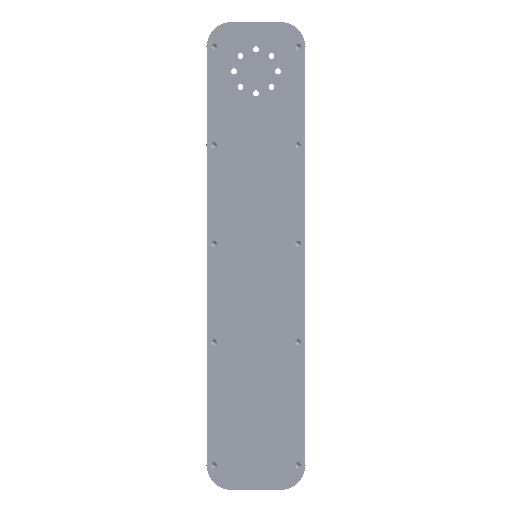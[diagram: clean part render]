
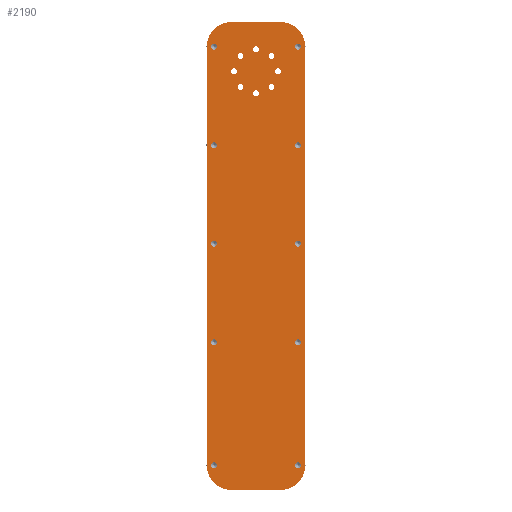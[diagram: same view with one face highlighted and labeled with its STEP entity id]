
A CAD part, left-side view. The second image highlights one B-rep face of the part: STEP entity #2190.
In plain terms, the highlighted planar face has unit normal (-1, 0, 0).
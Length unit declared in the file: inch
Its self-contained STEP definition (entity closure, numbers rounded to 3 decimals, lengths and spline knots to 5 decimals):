
#249=FACE_BOUND('',#451,.T.);
#250=FACE_BOUND('',#452,.T.);
#251=FACE_BOUND('',#453,.T.);
#252=FACE_BOUND('',#454,.T.);
#253=FACE_BOUND('',#455,.T.);
#254=FACE_BOUND('',#456,.T.);
#255=FACE_BOUND('',#457,.T.);
#256=FACE_BOUND('',#458,.T.);
#257=FACE_BOUND('',#459,.T.);
#258=FACE_BOUND('',#460,.T.);
#259=FACE_BOUND('',#461,.T.);
#260=FACE_BOUND('',#462,.T.);
#261=FACE_BOUND('',#463,.T.);
#262=FACE_BOUND('',#464,.T.);
#263=FACE_BOUND('',#465,.T.);
#264=FACE_BOUND('',#466,.T.);
#265=FACE_BOUND('',#467,.T.);
#266=FACE_BOUND('',#468,.T.);
#274=PLANE('',#2410);
#312=FACE_OUTER_BOUND('',#450,.T.);
#450=EDGE_LOOP('',(#1541,#1542,#1543,#1544,#1545,#1546,#1547,#1548));
#451=EDGE_LOOP('',(#1549));
#452=EDGE_LOOP('',(#1550));
#453=EDGE_LOOP('',(#1551));
#454=EDGE_LOOP('',(#1552));
#455=EDGE_LOOP('',(#1553));
#456=EDGE_LOOP('',(#1554));
#457=EDGE_LOOP('',(#1555));
#458=EDGE_LOOP('',(#1556));
#459=EDGE_LOOP('',(#1557));
#460=EDGE_LOOP('',(#1558));
#461=EDGE_LOOP('',(#1559));
#462=EDGE_LOOP('',(#1560));
#463=EDGE_LOOP('',(#1561));
#464=EDGE_LOOP('',(#1562));
#465=EDGE_LOOP('',(#1563));
#466=EDGE_LOOP('',(#1564));
#467=EDGE_LOOP('',(#1565));
#468=EDGE_LOOP('',(#1566));
#583=LINE('',#3213,#687);
#587=LINE('',#3225,#691);
#591=LINE('',#3237,#695);
#595=LINE('',#3248,#699);
#687=VECTOR('',#2694,0.3937);
#691=VECTOR('',#2706,0.3937);
#695=VECTOR('',#2718,0.3937);
#699=VECTOR('',#2730,0.3937);
#772=CIRCLE('',#2341,0.06);
#774=CIRCLE('',#2344,0.06);
#776=CIRCLE('',#2347,0.06);
#778=CIRCLE('',#2350,0.06);
#780=CIRCLE('',#2353,0.06);
#782=CIRCLE('',#2356,0.06);
#784=CIRCLE('',#2359,0.06);
#786=CIRCLE('',#2362,0.06);
#788=CIRCLE('',#2365,0.06);
#790=CIRCLE('',#2368,0.06);
#792=CIRCLE('',#2371,0.06);
#794=CIRCLE('',#2374,0.06);
#796=CIRCLE('',#2377,0.06);
#798=CIRCLE('',#2380,0.06);
#800=CIRCLE('',#2383,0.06);
#802=CIRCLE('',#2386,0.06);
#804=CIRCLE('',#2389,0.06);
#806=CIRCLE('',#2392,0.06);
#807=CIRCLE('',#2394,0.5);
#809=CIRCLE('',#2398,0.5);
#811=CIRCLE('',#2402,0.5);
#813=CIRCLE('',#2406,0.5);
#858=VERTEX_POINT('',#3097);
#860=VERTEX_POINT('',#3103);
#862=VERTEX_POINT('',#3109);
#864=VERTEX_POINT('',#3115);
#866=VERTEX_POINT('',#3121);
#868=VERTEX_POINT('',#3127);
#870=VERTEX_POINT('',#3133);
#872=VERTEX_POINT('',#3139);
#874=VERTEX_POINT('',#3145);
#876=VERTEX_POINT('',#3151);
#878=VERTEX_POINT('',#3157);
#880=VERTEX_POINT('',#3163);
#882=VERTEX_POINT('',#3169);
#884=VERTEX_POINT('',#3175);
#886=VERTEX_POINT('',#3181);
#888=VERTEX_POINT('',#3187);
#890=VERTEX_POINT('',#3193);
#892=VERTEX_POINT('',#3199);
#893=VERTEX_POINT('',#3203);
#894=VERTEX_POINT('',#3204);
#897=VERTEX_POINT('',#3212);
#899=VERTEX_POINT('',#3218);
#901=VERTEX_POINT('',#3224);
#903=VERTEX_POINT('',#3230);
#905=VERTEX_POINT('',#3236);
#907=VERTEX_POINT('',#3242);
#1079=EDGE_CURVE('',#858,#858,#772,.T.);
#1082=EDGE_CURVE('',#860,#860,#774,.T.);
#1085=EDGE_CURVE('',#862,#862,#776,.T.);
#1088=EDGE_CURVE('',#864,#864,#778,.T.);
#1091=EDGE_CURVE('',#866,#866,#780,.T.);
#1094=EDGE_CURVE('',#868,#868,#782,.T.);
#1097=EDGE_CURVE('',#870,#870,#784,.T.);
#1100=EDGE_CURVE('',#872,#872,#786,.T.);
#1103=EDGE_CURVE('',#874,#874,#788,.T.);
#1106=EDGE_CURVE('',#876,#876,#790,.T.);
#1109=EDGE_CURVE('',#878,#878,#792,.T.);
#1112=EDGE_CURVE('',#880,#880,#794,.T.);
#1115=EDGE_CURVE('',#882,#882,#796,.T.);
#1118=EDGE_CURVE('',#884,#884,#798,.T.);
#1121=EDGE_CURVE('',#886,#886,#800,.T.);
#1124=EDGE_CURVE('',#888,#888,#802,.T.);
#1127=EDGE_CURVE('',#890,#890,#804,.T.);
#1130=EDGE_CURVE('',#892,#892,#806,.T.);
#1131=EDGE_CURVE('',#893,#894,#807,.T.);
#1135=EDGE_CURVE('',#897,#893,#583,.T.);
#1138=EDGE_CURVE('',#899,#897,#809,.T.);
#1141=EDGE_CURVE('',#901,#899,#587,.T.);
#1144=EDGE_CURVE('',#903,#901,#811,.T.);
#1147=EDGE_CURVE('',#905,#903,#591,.T.);
#1150=EDGE_CURVE('',#907,#905,#813,.T.);
#1153=EDGE_CURVE('',#894,#907,#595,.T.);
#1541=ORIENTED_EDGE('',*,*,#1153,.F.);
#1542=ORIENTED_EDGE('',*,*,#1131,.F.);
#1543=ORIENTED_EDGE('',*,*,#1135,.F.);
#1544=ORIENTED_EDGE('',*,*,#1138,.F.);
#1545=ORIENTED_EDGE('',*,*,#1141,.F.);
#1546=ORIENTED_EDGE('',*,*,#1144,.F.);
#1547=ORIENTED_EDGE('',*,*,#1147,.F.);
#1548=ORIENTED_EDGE('',*,*,#1150,.F.);
#1549=ORIENTED_EDGE('',*,*,#1130,.F.);
#1550=ORIENTED_EDGE('',*,*,#1127,.F.);
#1551=ORIENTED_EDGE('',*,*,#1124,.F.);
#1552=ORIENTED_EDGE('',*,*,#1121,.F.);
#1553=ORIENTED_EDGE('',*,*,#1118,.F.);
#1554=ORIENTED_EDGE('',*,*,#1115,.F.);
#1555=ORIENTED_EDGE('',*,*,#1112,.F.);
#1556=ORIENTED_EDGE('',*,*,#1109,.F.);
#1557=ORIENTED_EDGE('',*,*,#1106,.F.);
#1558=ORIENTED_EDGE('',*,*,#1103,.F.);
#1559=ORIENTED_EDGE('',*,*,#1100,.F.);
#1560=ORIENTED_EDGE('',*,*,#1097,.F.);
#1561=ORIENTED_EDGE('',*,*,#1094,.F.);
#1562=ORIENTED_EDGE('',*,*,#1091,.F.);
#1563=ORIENTED_EDGE('',*,*,#1088,.F.);
#1564=ORIENTED_EDGE('',*,*,#1085,.F.);
#1565=ORIENTED_EDGE('',*,*,#1082,.F.);
#1566=ORIENTED_EDGE('',*,*,#1079,.F.);
#2190=ADVANCED_FACE('',(#312,#249,#250,#251,#252,#253,#254,#255,#256,#257,
#258,#259,#260,#261,#262,#263,#264,#265,#266),#274,.F.);
#2341=AXIS2_PLACEMENT_3D('',#3099,#2563,#2564);
#2344=AXIS2_PLACEMENT_3D('',#3105,#2570,#2571);
#2347=AXIS2_PLACEMENT_3D('',#3111,#2577,#2578);
#2350=AXIS2_PLACEMENT_3D('',#3117,#2584,#2585);
#2353=AXIS2_PLACEMENT_3D('',#3123,#2591,#2592);
#2356=AXIS2_PLACEMENT_3D('',#3129,#2598,#2599);
#2359=AXIS2_PLACEMENT_3D('',#3135,#2605,#2606);
#2362=AXIS2_PLACEMENT_3D('',#3141,#2612,#2613);
#2365=AXIS2_PLACEMENT_3D('',#3147,#2619,#2620);
#2368=AXIS2_PLACEMENT_3D('',#3153,#2626,#2627);
#2371=AXIS2_PLACEMENT_3D('',#3159,#2633,#2634);
#2374=AXIS2_PLACEMENT_3D('',#3165,#2640,#2641);
#2377=AXIS2_PLACEMENT_3D('',#3171,#2647,#2648);
#2380=AXIS2_PLACEMENT_3D('',#3177,#2654,#2655);
#2383=AXIS2_PLACEMENT_3D('',#3183,#2661,#2662);
#2386=AXIS2_PLACEMENT_3D('',#3189,#2668,#2669);
#2389=AXIS2_PLACEMENT_3D('',#3195,#2675,#2676);
#2392=AXIS2_PLACEMENT_3D('',#3201,#2682,#2683);
#2394=AXIS2_PLACEMENT_3D('',#3205,#2686,#2687);
#2398=AXIS2_PLACEMENT_3D('',#3219,#2699,#2700);
#2402=AXIS2_PLACEMENT_3D('',#3231,#2711,#2712);
#2406=AXIS2_PLACEMENT_3D('',#3243,#2723,#2724);
#2410=AXIS2_PLACEMENT_3D('',#3251,#2734,#2735);
#2563=DIRECTION('center_axis',(-1.,0.,0.));
#2564=DIRECTION('ref_axis',(0.,-1.,0.));
#2570=DIRECTION('center_axis',(-1.,0.,0.));
#2571=DIRECTION('ref_axis',(0.,-1.,0.));
#2577=DIRECTION('center_axis',(-1.,0.,0.));
#2578=DIRECTION('ref_axis',(0.,-1.,0.));
#2584=DIRECTION('center_axis',(-1.,0.,0.));
#2585=DIRECTION('ref_axis',(0.,-1.,0.));
#2591=DIRECTION('center_axis',(-1.,0.,0.));
#2592=DIRECTION('ref_axis',(0.,-1.,0.));
#2598=DIRECTION('center_axis',(-1.,0.,0.));
#2599=DIRECTION('ref_axis',(0.,-1.,0.));
#2605=DIRECTION('center_axis',(-1.,0.,0.));
#2606=DIRECTION('ref_axis',(0.,-1.,0.));
#2612=DIRECTION('center_axis',(-1.,0.,0.));
#2613=DIRECTION('ref_axis',(0.,-1.,0.));
#2619=DIRECTION('center_axis',(-1.,0.,0.));
#2620=DIRECTION('ref_axis',(0.,-1.,0.));
#2626=DIRECTION('center_axis',(-1.,0.,0.));
#2627=DIRECTION('ref_axis',(0.,-1.,0.));
#2633=DIRECTION('center_axis',(-1.,0.,0.));
#2634=DIRECTION('ref_axis',(0.,-1.,0.));
#2640=DIRECTION('center_axis',(-1.,0.,0.));
#2641=DIRECTION('ref_axis',(0.,-1.,0.));
#2647=DIRECTION('center_axis',(-1.,0.,0.));
#2648=DIRECTION('ref_axis',(0.,-1.,0.));
#2654=DIRECTION('center_axis',(-1.,0.,0.));
#2655=DIRECTION('ref_axis',(0.,-1.,0.));
#2661=DIRECTION('center_axis',(-1.,0.,0.));
#2662=DIRECTION('ref_axis',(0.,-1.,0.));
#2668=DIRECTION('center_axis',(-1.,0.,0.));
#2669=DIRECTION('ref_axis',(0.,-1.,0.));
#2675=DIRECTION('center_axis',(-1.,0.,0.));
#2676=DIRECTION('ref_axis',(0.,-1.,0.));
#2682=DIRECTION('center_axis',(-1.,0.,0.));
#2683=DIRECTION('ref_axis',(0.,-1.,0.));
#2686=DIRECTION('center_axis',(1.,0.,0.));
#2687=DIRECTION('ref_axis',(0.,1.,0.));
#2694=DIRECTION('',(0.,0.,1.));
#2699=DIRECTION('center_axis',(1.,0.,0.));
#2700=DIRECTION('ref_axis',(0.,0.,-1.));
#2706=DIRECTION('',(0.,1.,0.));
#2711=DIRECTION('center_axis',(1.,0.,0.));
#2712=DIRECTION('ref_axis',(0.,-1.,0.));
#2718=DIRECTION('',(0.,0.,-1.));
#2723=DIRECTION('center_axis',(1.,0.,0.));
#2724=DIRECTION('ref_axis',(0.,0.,1.));
#2730=DIRECTION('',(0.,-1.,0.));
#2734=DIRECTION('center_axis',(1.,0.,0.));
#2735=DIRECTION('ref_axis',(0.,0.,-1.));
#3097=CARTESIAN_POINT('',(0.,1.91355,-9.));
#3099=CARTESIAN_POINT('Origin',(0.,1.85355,-9.));
#3103=CARTESIAN_POINT('',(0.,0.20645,-9.));
#3105=CARTESIAN_POINT('Origin',(0.,0.14645,-9.));
#3109=CARTESIAN_POINT('',(0.,1.91355,-6.5));
#3111=CARTESIAN_POINT('Origin',(0.,1.85355,-6.5));
#3115=CARTESIAN_POINT('',(0.,1.37466,-0.68534));
#3117=CARTESIAN_POINT('Origin',(0.,1.31466,-0.68534));
#3121=CARTESIAN_POINT('',(0.,1.505,-1.));
#3123=CARTESIAN_POINT('Origin',(0.,1.445,-1.));
#3127=CARTESIAN_POINT('',(0.,1.37466,-1.31466));
#3129=CARTESIAN_POINT('Origin',(0.,1.31466,-1.31466));
#3133=CARTESIAN_POINT('',(0.,1.06,-1.445));
#3135=CARTESIAN_POINT('Origin',(0.,1.,-1.445));
#3139=CARTESIAN_POINT('',(0.,0.74534,-1.31466));
#3141=CARTESIAN_POINT('Origin',(0.,0.68534,-1.31466));
#3145=CARTESIAN_POINT('',(0.,0.615,-1.));
#3147=CARTESIAN_POINT('Origin',(0.,0.555,-1.));
#3151=CARTESIAN_POINT('',(0.,0.74534,-0.68534));
#3153=CARTESIAN_POINT('Origin',(0.,0.68534,-0.68534));
#3157=CARTESIAN_POINT('',(0.,1.06,-0.555));
#3159=CARTESIAN_POINT('Origin',(0.,1.,-0.555));
#3163=CARTESIAN_POINT('',(0.,0.20645,-6.5));
#3165=CARTESIAN_POINT('Origin',(0.,0.14645,-6.5));
#3169=CARTESIAN_POINT('',(0.,0.20645,-2.5));
#3171=CARTESIAN_POINT('Origin',(0.,0.14645,-2.5));
#3175=CARTESIAN_POINT('',(0.,0.20645,-4.5));
#3177=CARTESIAN_POINT('Origin',(0.,0.14645,-4.5));
#3181=CARTESIAN_POINT('',(0.,0.20645,-0.5));
#3183=CARTESIAN_POINT('Origin',(0.,0.14645,-0.5));
#3187=CARTESIAN_POINT('',(0.,1.91355,-4.5));
#3189=CARTESIAN_POINT('Origin',(0.,1.85355,-4.5));
#3193=CARTESIAN_POINT('',(0.,1.91355,-2.5));
#3195=CARTESIAN_POINT('Origin',(0.,1.85355,-2.5));
#3199=CARTESIAN_POINT('',(0.,1.91355,-0.5));
#3201=CARTESIAN_POINT('Origin',(0.,1.85355,-0.5));
#3203=CARTESIAN_POINT('',(0.,2.,-0.5));
#3204=CARTESIAN_POINT('',(0.,1.5,0.));
#3205=CARTESIAN_POINT('Origin',(0.,1.5,-0.5));
#3212=CARTESIAN_POINT('',(0.,2.,-9.));
#3213=CARTESIAN_POINT('',(0.,2.,-9.));
#3218=CARTESIAN_POINT('',(0.,1.5,-9.5));
#3219=CARTESIAN_POINT('Origin',(0.,1.5,-9.));
#3224=CARTESIAN_POINT('',(0.,0.5,-9.5));
#3225=CARTESIAN_POINT('',(0.,0.5,-9.5));
#3230=CARTESIAN_POINT('',(0.,0.,-9.));
#3231=CARTESIAN_POINT('Origin',(0.,0.5,-9.));
#3236=CARTESIAN_POINT('',(0.,0.,-0.5));
#3237=CARTESIAN_POINT('',(0.,0.,-0.5));
#3242=CARTESIAN_POINT('',(0.,0.5,0.));
#3243=CARTESIAN_POINT('Origin',(0.,0.5,-0.5));
#3248=CARTESIAN_POINT('',(0.,1.5,0.));
#3251=CARTESIAN_POINT('Origin',(0.,1.,-4.75));
